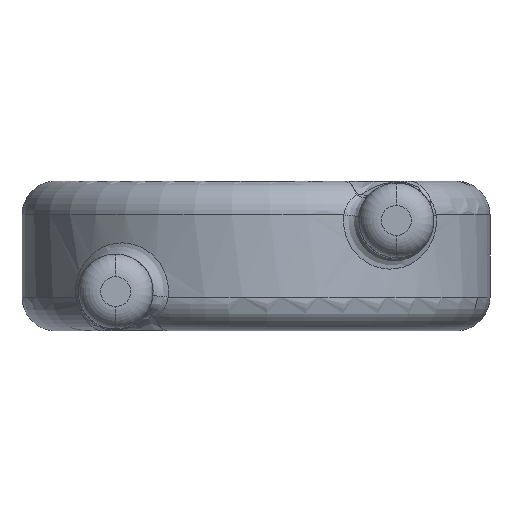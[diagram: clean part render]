
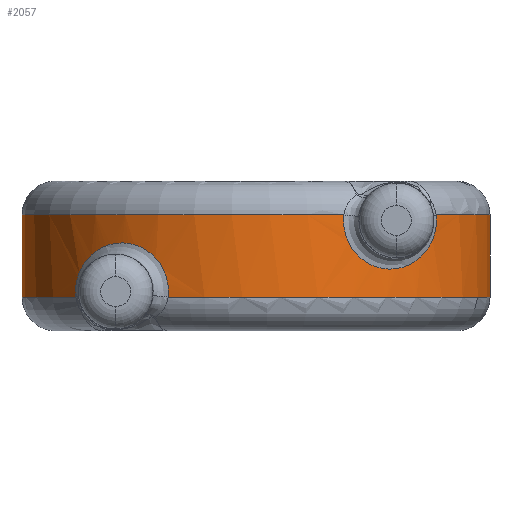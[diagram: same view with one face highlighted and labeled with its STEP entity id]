
A CAD part, front view. The second image highlights one B-rep face of the part: STEP entity #2057.
In plain terms, the highlighted cylindrical face has radius 6.25 mm (diameter 12.5 mm), a partial arc.
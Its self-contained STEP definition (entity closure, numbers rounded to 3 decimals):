
#78 = CARTESIAN_POINT ( 'NONE',  ( 3.002, 3.767, -0.205 ) ) ;
#124 = DIRECTION ( 'NONE',  ( 1., 0., 0. ) ) ;
#151 = CARTESIAN_POINT ( 'NONE',  ( -2.357, 3.461, -0.704 ) ) ;
#174 = ORIENTED_EDGE ( 'NONE', *, *, #3240, .T. ) ;
#183 = CARTESIAN_POINT ( 'NONE',  ( -3.002, 3.767, 0.205 ) ) ;
#192 = LINE ( 'NONE', #2597, #1675 ) ;
#202 = CARTESIAN_POINT ( 'NONE',  ( 4.81, 5.26, 1.1 ) ) ;
#309 = DIRECTION ( 'NONE',  ( 0., 0., -1. ) ) ;
#322 = CARTESIAN_POINT ( 'NONE',  ( 4.253, 4.666, -0.153 ) ) ;
#337 = ORIENTED_EDGE ( 'NONE', *, *, #1992, .T. ) ;
#346 = CARTESIAN_POINT ( 'NONE',  ( 3.081, 3.811, -0.245 ) ) ;
#352 = DIRECTION ( 'NONE',  ( -1., 0., 0. ) ) ;
#364 = DIRECTION ( 'NONE',  ( 0., 0., -1. ) ) ;
#366 = B_SPLINE_CURVE_WITH_KNOTS ( 'NONE', 3,
 ( #202, #2107, #1065, #2097, #2088, #1575, #322, #2326, #1586, #2859, #2872, #2022, #576, #346, #78, #560, #808, #589, #2377, #832, #1348, #3118, #2121, #1829 ),
 .UNSPECIFIED., .F., .F.,
 ( 4, 2, 2, 2, 2, 2, 2, 2, 2, 2, 2, 4 ),
 ( 0., 0.001, 0.001, 0.002, 0.002, 0.003, 0.003, 0.003, 0.004, 0.004, 0.004, 0.005 ),
 .UNSPECIFIED. ) ;
#403 = CARTESIAN_POINT ( 'NONE',  ( -3.081, 3.811, 0.245 ) ) ;
#407 = CARTESIAN_POINT ( 'NONE',  ( 0., 9.25, -1.1 ) ) ;
#418 = CARTESIAN_POINT ( 'NONE',  ( -2.346, 3.457, -1.1 ) ) ;
#560 = CARTESIAN_POINT ( 'NONE',  ( 2.849, 3.687, -0.106 ) ) ;
#576 = CARTESIAN_POINT ( 'NONE',  ( 3.245, 3.908, -0.306 ) ) ;
#587 = CARTESIAN_POINT ( 'NONE',  ( 0., 9.25, 1.1 ) ) ;
#589 = CARTESIAN_POINT ( 'NONE',  ( 2.58, 3.555, 0.155 ) ) ;
#610 = DIRECTION ( 'NONE',  ( 0., 0., 1. ) ) ;
#611 = LINE ( 'NONE', #2674, #2263 ) ;
#618 = ORIENTED_EDGE ( 'NONE', *, *, #2886, .T. ) ;
#630 = DIRECTION ( 'NONE',  ( 0., 0., 1. ) ) ;
#668 = CARTESIAN_POINT ( 'NONE',  ( -2.849, 3.687, 0.106 ) ) ;
#689 = CYLINDRICAL_SURFACE ( 'NONE', #3120, 6.25 ) ;
#695 = CARTESIAN_POINT ( 'NONE',  ( -3.577, 4.124, 0.353 ) ) ;
#760 = FACE_OUTER_BOUND ( 'NONE', #1006, .T. ) ;
#769 = ORIENTED_EDGE ( 'NONE', *, *, #2243, .T. ) ;
#771 = VERTEX_POINT ( 'NONE', #785 ) ;
#785 = CARTESIAN_POINT ( 'NONE',  ( 6.25, 9.25, 1.1 ) ) ;
#808 = CARTESIAN_POINT ( 'NONE',  ( 2.776, 3.65, -0.046 ) ) ;
#832 = CARTESIAN_POINT ( 'NONE',  ( 2.379, 3.47, 0.605 ) ) ;
#915 = CARTESIAN_POINT ( 'NONE',  ( -2.474, 3.51, -0.326 ) ) ;
#918 = CARTESIAN_POINT ( 'NONE',  ( 4.81, 5.26, 1.1 ) ) ;
#937 = CARTESIAN_POINT ( 'NONE',  ( -3.973, 4.421, 0.293 ) ) ;
#990 = CIRCLE ( 'NONE', #2726, 6.25 ) ;
#1006 = EDGE_LOOP ( 'NONE', ( #2510, #769, #2549, #337, #3143, #618, #2984, #174 ) ) ;
#1065 = CARTESIAN_POINT ( 'NONE',  ( 4.808, 5.256, 0.698 ) ) ;
#1160 = CIRCLE ( 'NONE', #2785, 6.25 ) ;
#1174 = CARTESIAN_POINT ( 'NONE',  ( -4.38, 4.789, 0.056 ) ) ;
#1273 = B_SPLINE_CURVE_WITH_KNOTS ( 'NONE', 3,
 ( #2219, #2934, #1429, #1457, #3222, #1174, #1681, #937, #1923, #695, #1449, #3214, #1712, #403, #183, #668, #1962, #2437, #915, #2689, #151, #1944, #1932, #418 ),
 .UNSPECIFIED., .F., .F.,
 ( 4, 2, 2, 2, 2, 2, 2, 2, 2, 2, 2, 4 ),
 ( 0., 0.001, 0.001, 0.002, 0.002, 0.003, 0.003, 0.003, 0.004, 0.004, 0.004, 0.005 ),
 .UNSPECIFIED. ) ;
#1348 = CARTESIAN_POINT ( 'NONE',  ( 2.357, 3.461, 0.704 ) ) ;
#1410 = DIRECTION ( 'NONE',  ( 0., 0., -1. ) ) ;
#1429 = CARTESIAN_POINT ( 'NONE',  ( -4.808, 5.256, -0.698 ) ) ;
#1449 = CARTESIAN_POINT ( 'NONE',  ( -3.496, 4.068, 0.35 ) ) ;
#1457 = CARTESIAN_POINT ( 'NONE',  ( -4.689, 5.116, -0.34 ) ) ;
#1494 = EDGE_CURVE ( 'NONE', #2274, #3146, #1273, .T. ) ;
#1552 = AXIS2_PLACEMENT_3D ( 'NONE', #587, #309, #3106 ) ;
#1575 = CARTESIAN_POINT ( 'NONE',  ( 4.38, 4.789, -0.056 ) ) ;
#1586 = CARTESIAN_POINT ( 'NONE',  ( 3.819, 4.298, -0.336 ) ) ;
#1592 = CARTESIAN_POINT ( 'NONE',  ( 6.25, 9.25, -1.1 ) ) ;
#1598 = DIRECTION ( 'NONE',  ( 0., 0., -1. ) ) ;
#1675 = VECTOR ( 'NONE', #1598, 1000. ) ;
#1681 = CARTESIAN_POINT ( 'NONE',  ( -4.253, 4.666, 0.153 ) ) ;
#1712 = CARTESIAN_POINT ( 'NONE',  ( -3.245, 3.908, 0.306 ) ) ;
#1788 = AXIS2_PLACEMENT_3D ( 'NONE', #407, #630, #2647 ) ;
#1829 = CARTESIAN_POINT ( 'NONE',  ( 2.346, 3.457, 1.1 ) ) ;
#1923 = CARTESIAN_POINT ( 'NONE',  ( -3.819, 4.298, 0.336 ) ) ;
#1932 = CARTESIAN_POINT ( 'NONE',  ( -2.335, 3.453, -1. ) ) ;
#1944 = CARTESIAN_POINT ( 'NONE',  ( -2.335, 3.453, -0.901 ) ) ;
#1962 = CARTESIAN_POINT ( 'NONE',  ( -2.776, 3.65, 0.046 ) ) ;
#1981 = CARTESIAN_POINT ( 'NONE',  ( -6.25, 9.25, 1.1 ) ) ;
#1992 = EDGE_CURVE ( 'NONE', #2943, #2833, #2112, .T. ) ;
#2022 = CARTESIAN_POINT ( 'NONE',  ( 3.33, 3.96, -0.327 ) ) ;
#2057 = ADVANCED_FACE ( 'NONE', ( #760 ), #689, .T. ) ;
#2088 = CARTESIAN_POINT ( 'NONE',  ( 4.597, 5.013, 0.19 ) ) ;
#2093 = CARTESIAN_POINT ( 'NONE',  ( -2.346, 3.457, -1.1 ) ) ;
#2097 = CARTESIAN_POINT ( 'NONE',  ( 4.689, 5.116, 0.34 ) ) ;
#2107 = CARTESIAN_POINT ( 'NONE',  ( 4.832, 5.286, 0.901 ) ) ;
#2112 = CIRCLE ( 'NONE', #1552, 6.25 ) ;
#2121 = CARTESIAN_POINT ( 'NONE',  ( 2.335, 3.453, 1. ) ) ;
#2186 = CARTESIAN_POINT ( 'NONE',  ( 0., 9.25, 1.1 ) ) ;
#2219 = CARTESIAN_POINT ( 'NONE',  ( -4.81, 5.26, -1.1 ) ) ;
#2243 = EDGE_CURVE ( 'NONE', #771, #3211, #1160, .T. ) ;
#2263 = VECTOR ( 'NONE', #1410, 1000. ) ;
#2274 = VERTEX_POINT ( 'NONE', #2309 ) ;
#2309 = CARTESIAN_POINT ( 'NONE',  ( -4.81, 5.26, -1.1 ) ) ;
#2326 = CARTESIAN_POINT ( 'NONE',  ( 3.973, 4.421, -0.293 ) ) ;
#2337 = DIRECTION ( 'NONE',  ( 1., 0., 0. ) ) ;
#2377 = CARTESIAN_POINT ( 'NONE',  ( 2.474, 3.51, 0.326 ) ) ;
#2437 = CARTESIAN_POINT ( 'NONE',  ( -2.58, 3.555, -0.155 ) ) ;
#2493 = CARTESIAN_POINT ( 'NONE',  ( 0., 9.25, -1.1 ) ) ;
#2510 = ORIENTED_EDGE ( 'NONE', *, *, #2964, .F. ) ;
#2549 = ORIENTED_EDGE ( 'NONE', *, *, #2921, .T. ) ;
#2597 = CARTESIAN_POINT ( 'NONE',  ( 6.25, 9.25, 2. ) ) ;
#2605 = DIRECTION ( 'NONE',  ( 0., 0., -1. ) ) ;
#2607 = CARTESIAN_POINT ( 'NONE',  ( -6.25, 9.25, -1.1 ) ) ;
#2647 = DIRECTION ( 'NONE',  ( 1., 0., 0. ) ) ;
#2674 = CARTESIAN_POINT ( 'NONE',  ( -6.25, 9.25, 2. ) ) ;
#2689 = CARTESIAN_POINT ( 'NONE',  ( -2.379, 3.47, -0.605 ) ) ;
#2694 = EDGE_CURVE ( 'NONE', #2833, #2988, #611, .T. ) ;
#2726 = AXIS2_PLACEMENT_3D ( 'NONE', #2493, #610, #2337 ) ;
#2764 = CARTESIAN_POINT ( 'NONE',  ( 2.346, 3.457, 1.1 ) ) ;
#2785 = AXIS2_PLACEMENT_3D ( 'NONE', #2186, #364, #124 ) ;
#2833 = VERTEX_POINT ( 'NONE', #1981 ) ;
#2859 = CARTESIAN_POINT ( 'NONE',  ( 3.577, 4.124, -0.353 ) ) ;
#2872 = CARTESIAN_POINT ( 'NONE',  ( 3.496, 4.068, -0.35 ) ) ;
#2886 = EDGE_CURVE ( 'NONE', #2988, #2274, #990, .T. ) ;
#2921 = EDGE_CURVE ( 'NONE', #3211, #2943, #366, .T. ) ;
#2934 = CARTESIAN_POINT ( 'NONE',  ( -4.832, 5.286, -0.901 ) ) ;
#2935 = CIRCLE ( 'NONE', #1788, 6.25 ) ;
#2943 = VERTEX_POINT ( 'NONE', #2764 ) ;
#2964 = EDGE_CURVE ( 'NONE', #771, #3246, #192, .T. ) ;
#2984 = ORIENTED_EDGE ( 'NONE', *, *, #1494, .T. ) ;
#2988 = VERTEX_POINT ( 'NONE', #2607 ) ;
#3106 = DIRECTION ( 'NONE',  ( 1., 0., 0. ) ) ;
#3118 = CARTESIAN_POINT ( 'NONE',  ( 2.335, 3.453, 0.901 ) ) ;
#3120 = AXIS2_PLACEMENT_3D ( 'NONE', #3125, #2605, #352 ) ;
#3125 = CARTESIAN_POINT ( 'NONE',  ( 0., 9.25, 2. ) ) ;
#3143 = ORIENTED_EDGE ( 'NONE', *, *, #2694, .T. ) ;
#3146 = VERTEX_POINT ( 'NONE', #2093 ) ;
#3211 = VERTEX_POINT ( 'NONE', #918 ) ;
#3214 = CARTESIAN_POINT ( 'NONE',  ( -3.33, 3.96, 0.327 ) ) ;
#3222 = CARTESIAN_POINT ( 'NONE',  ( -4.597, 5.013, -0.19 ) ) ;
#3240 = EDGE_CURVE ( 'NONE', #3146, #3246, #2935, .T. ) ;
#3246 = VERTEX_POINT ( 'NONE', #1592 ) ;
